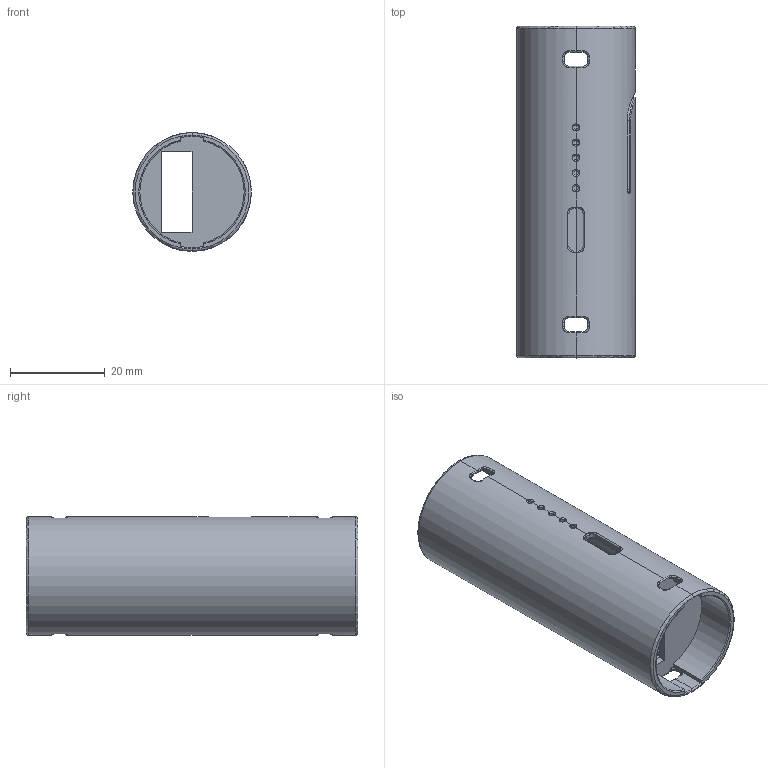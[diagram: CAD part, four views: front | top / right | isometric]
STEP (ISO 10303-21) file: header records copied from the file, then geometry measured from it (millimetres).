
FILE_DESCRIPTION (( 'STEP AP214' ), '1' );
FILE_NAME ('Center.STEP', '2021-09-13T12:39:26', ( '' ), ( '' ), 'SwSTEP 2.0', 'SolidWorks 2018', '' );
FILE_SCHEMA (( 'AUTOMOTIVE_DESIGN' ));
Length unit declared in the file: millimetre
Products named in the file (1): Center
Bounding box: 25 x 70 x 25 mm (x, y, z)
Volume: 10034 mm3; surface area: 11236.4 mm2
Topology: 1 solids, 1 shells, 263 faces, 728 edges, 447 vertices
Faces by surface type: cylinder 92, bspline 73, plane 55, torus 43
Entity records: 12305 total; most frequent: CARTESIAN_POINT 6068, ORIENTED_EDGE 1456, DIRECTION 1151, EDGE_CURVE 728, AXIS2_PLACEMENT_3D 449, VERTEX_POINT 447, EDGE_LOOP 267, ADVANCED_FACE 263
